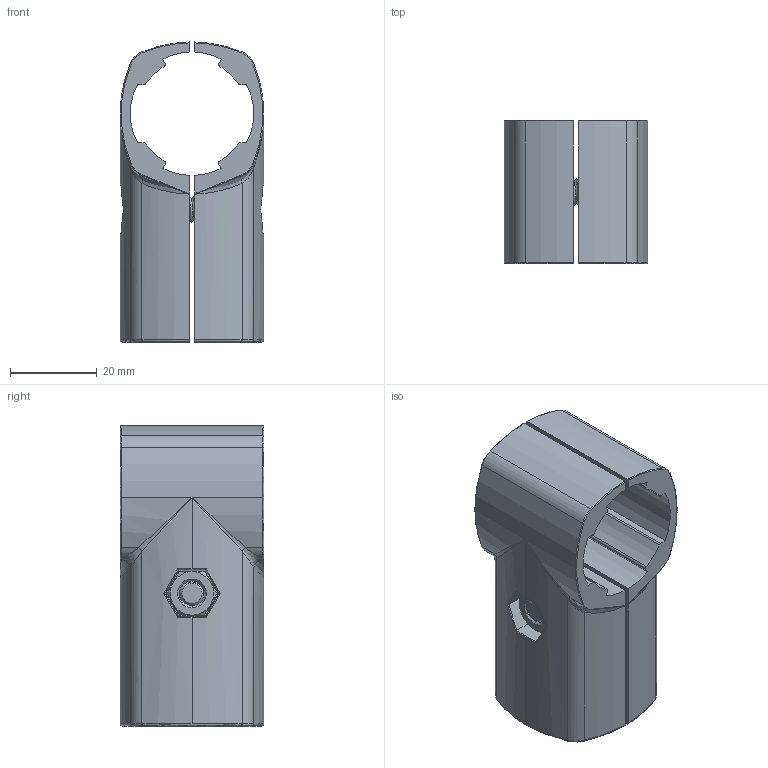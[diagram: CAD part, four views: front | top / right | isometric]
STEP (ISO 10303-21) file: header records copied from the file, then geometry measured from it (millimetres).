
FILE_DESCRIPTION (( 'STEP AP214' ), '1' );
FILE_NAME ('B404 Ò-ñîåäèíèòåëü íàðóæíûé òðóáíûõ ïðîôèëåé Ô28 ïîä óãëîì 90 ãð.STEP', '2024-01-30T14:50:47', ( '' ), ( '' ), 'SwSTEP 2.0', 'SolidWorks 2022', '' );
FILE_SCHEMA (( 'AUTOMOTIVE_DESIGN' ));
Length unit declared in the file: millimetre
Products named in the file (1): B404 Т-соединитель наружный трубных профилей Ф28 под углом 90 гр
Bounding box: 33 x 33 x 69 mm (x, y, z)
Volume: 30355.4 mm3; surface area: 17812.9 mm2
Topology: 4 solids, 4 shells, 365 faces, 970 edges, 619 vertices
Faces by surface type: cylinder 142, plane 108, bspline 54, cone 31, torus 30
Entity records: 24265 total; most frequent: CARTESIAN_POINT 11764, ORIENTED_EDGE 1940, DIRECTION 1526, EDGE_CURVE 970, VERTEX_POINT 619, AXIS2_PLACEMENT_3D 576, EDGE_LOOP 377, VECTOR 374
